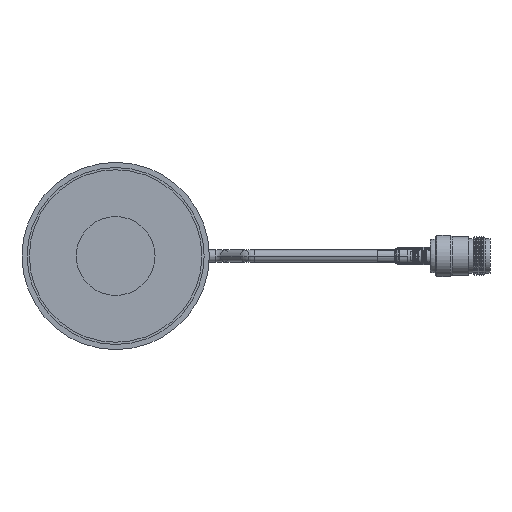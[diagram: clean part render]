
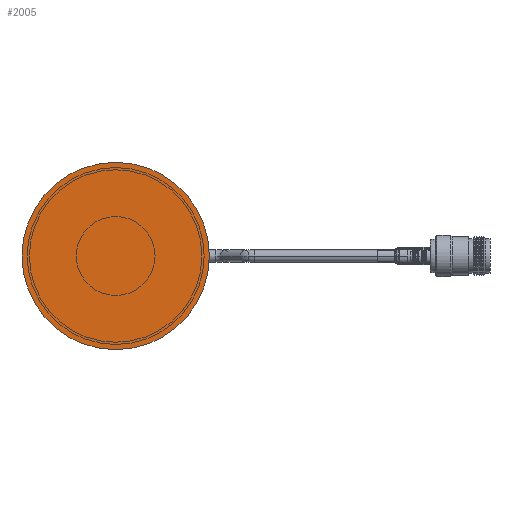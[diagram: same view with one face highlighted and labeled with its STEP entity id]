
A CAD part, front view. The second image highlights one B-rep face of the part: STEP entity #2005.
In plain terms, the highlighted planar face has unit normal (0, -1, 0).
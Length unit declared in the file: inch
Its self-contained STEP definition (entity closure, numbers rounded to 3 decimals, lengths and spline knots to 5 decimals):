
#810 = CIRCLE ( 'NONE', #13564, 1.49606 ) ;
#1193 = ORIENTED_EDGE ( 'NONE', *, *, #6798, .F. ) ;
#1302 = ORIENTED_EDGE ( 'NONE', *, *, #16316, .F. ) ;
#1306 = DIRECTION ( 'NONE',  ( 0., 1., 0. ) ) ;
#1740 = CARTESIAN_POINT ( 'NONE',  ( 0., -0.00984, 0. ) ) ;
#2005 = ADVANCED_FACE ( 'NONE', ( #22359 ), #11519, .F. ) ;
#2638 = CIRCLE ( 'NONE', #4466, 1.49606 ) ;
#2774 = CARTESIAN_POINT ( 'NONE',  ( 0., -0.00984, 0. ) ) ;
#3553 = DIRECTION ( 'NONE',  ( 0., 1., 0. ) ) ;
#3891 = VERTEX_POINT ( 'NONE', #12813 ) ;
#4466 = AXIS2_PLACEMENT_3D ( 'NONE', #2774, #9713, #20100 ) ;
#5507 = EDGE_LOOP ( 'NONE', ( #1302, #1193 ) ) ;
#6798 = EDGE_CURVE ( 'NONE', #19553, #3891, #810, .T. ) ;
#9025 = DIRECTION ( 'NONE',  ( 0., 0., 1. ) ) ;
#9713 = DIRECTION ( 'NONE',  ( 0., 1., 0. ) ) ;
#11519 = PLANE ( 'NONE',  #15919 ) ;
#12813 = CARTESIAN_POINT ( 'NONE',  ( 0., -0.00984, -1.49606 ) ) ;
#13564 = AXIS2_PLACEMENT_3D ( 'NONE', #18183, #1306, #22022 ) ;
#15919 = AXIS2_PLACEMENT_3D ( 'NONE', #1740, #3553, #9025 ) ;
#16316 = EDGE_CURVE ( 'NONE', #3891, #19553, #2638, .T. ) ;
#18183 = CARTESIAN_POINT ( 'NONE',  ( 0., -0.00984, 0. ) ) ;
#19553 = VERTEX_POINT ( 'NONE', #20901 ) ;
#20100 = DIRECTION ( 'NONE',  ( 0., 0., -1. ) ) ;
#20901 = CARTESIAN_POINT ( 'NONE',  ( 0., -0.00984, 1.49606 ) ) ;
#22022 = DIRECTION ( 'NONE',  ( 0., 0., -1. ) ) ;
#22359 = FACE_OUTER_BOUND ( 'NONE', #5507, .T. ) ;
